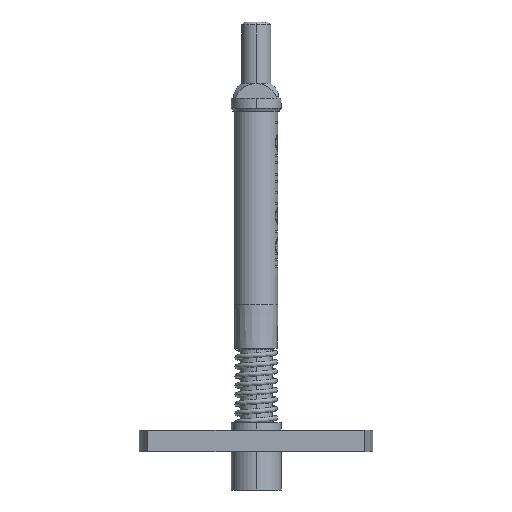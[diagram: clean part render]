
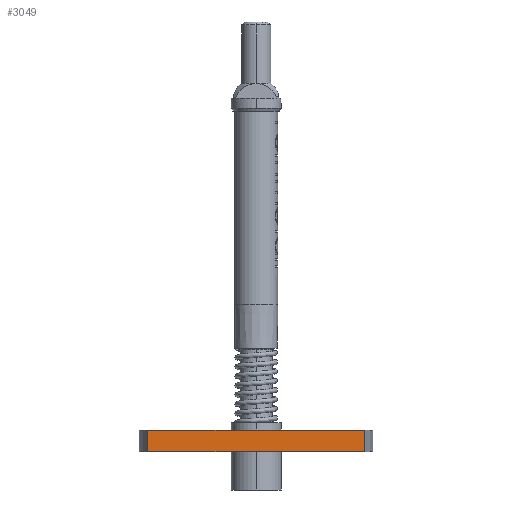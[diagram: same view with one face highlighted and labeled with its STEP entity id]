
A CAD part, front view. The second image highlights one B-rep face of the part: STEP entity #3049.
In plain terms, the highlighted planar face has unit normal (0, -1, 0).
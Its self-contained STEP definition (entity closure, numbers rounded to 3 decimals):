
#631 = CARTESIAN_POINT ( 'NONE',  ( -7.416, -3., 1.5 ) ) ;
#1038 = EDGE_CURVE ( 'NONE', #17776, #2171, #17178, .T. ) ;
#1513 = ORIENTED_EDGE ( 'NONE', *, *, #1038, .F. ) ;
#1787 = VECTOR ( 'NONE', #3342, 1000. ) ;
#1963 = DIRECTION ( 'NONE',  ( 1., 0., 0. ) ) ;
#1998 = CARTESIAN_POINT ( 'NONE',  ( -7.416, -3., 0. ) ) ;
#2160 = LINE ( 'NONE', #1998, #10008 ) ;
#2171 = VERTEX_POINT ( 'NONE', #12490 ) ;
#2456 = ORIENTED_EDGE ( 'NONE', *, *, #19008, .F. ) ;
#2553 = CARTESIAN_POINT ( 'NONE',  ( -7.416, -3., 0. ) ) ;
#3049 = ADVANCED_FACE ( 'NONE', ( #8851 ), #17971, .F. ) ;
#3342 = DIRECTION ( 'NONE',  ( 0., 0., 1. ) ) ;
#3454 = DIRECTION ( 'NONE',  ( 0., 0., -1. ) ) ;
#3854 = VECTOR ( 'NONE', #3454, 1000. ) ;
#5467 = VECTOR ( 'NONE', #1963, 1000. ) ;
#5650 = AXIS2_PLACEMENT_3D ( 'NONE', #6328, #16591, #7827 ) ;
#5864 = VERTEX_POINT ( 'NONE', #8611 ) ;
#5925 = EDGE_CURVE ( 'NONE', #16465, #17776, #11717, .T. ) ;
#6328 = CARTESIAN_POINT ( 'NONE',  ( -7.416, -3., 1.5 ) ) ;
#7827 = DIRECTION ( 'NONE',  ( 0., 0., 1. ) ) ;
#8611 = CARTESIAN_POINT ( 'NONE',  ( 7.416, -3., 0. ) ) ;
#8851 = FACE_OUTER_BOUND ( 'NONE', #13028, .T. ) ;
#9621 = ORIENTED_EDGE ( 'NONE', *, *, #13920, .F. ) ;
#10008 = VECTOR ( 'NONE', #12327, 1000. ) ;
#10076 = CARTESIAN_POINT ( 'NONE',  ( -7.416, -3., 1.5 ) ) ;
#10673 = ORIENTED_EDGE ( 'NONE', *, *, #5925, .F. ) ;
#10822 = CARTESIAN_POINT ( 'NONE',  ( 0., -3., 1.5 ) ) ;
#11714 = LINE ( 'NONE', #12317, #3854 ) ;
#11717 = LINE ( 'NONE', #10076, #1787 ) ;
#12317 = CARTESIAN_POINT ( 'NONE',  ( 7.416, -3., 1.5 ) ) ;
#12327 = DIRECTION ( 'NONE',  ( -1., 0., 0. ) ) ;
#12490 = CARTESIAN_POINT ( 'NONE',  ( 7.416, -3., 1.5 ) ) ;
#13028 = EDGE_LOOP ( 'NONE', ( #2456, #1513, #10673, #9621 ) ) ;
#13920 = EDGE_CURVE ( 'NONE', #5864, #16465, #2160, .T. ) ;
#16465 = VERTEX_POINT ( 'NONE', #2553 ) ;
#16591 = DIRECTION ( 'NONE',  ( 0., 1., 0. ) ) ;
#17178 = LINE ( 'NONE', #10822, #5467 ) ;
#17776 = VERTEX_POINT ( 'NONE', #631 ) ;
#17971 = PLANE ( 'NONE',  #5650 ) ;
#19008 = EDGE_CURVE ( 'NONE', #2171, #5864, #11714, .T. ) ;
